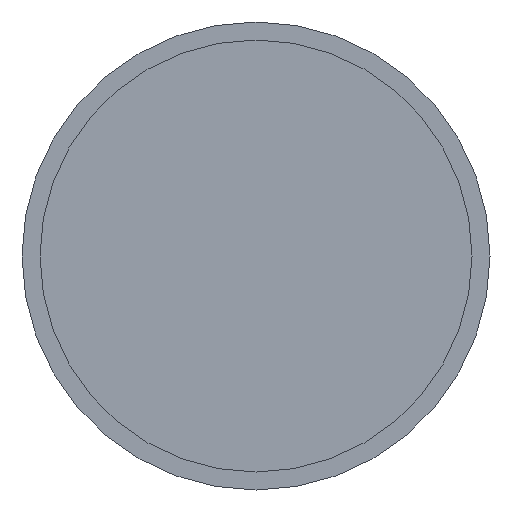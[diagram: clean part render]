
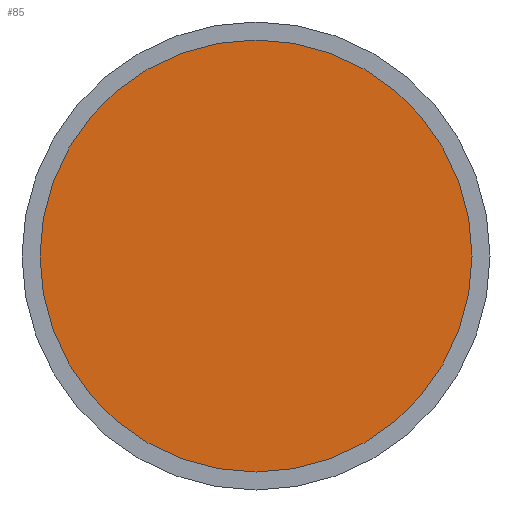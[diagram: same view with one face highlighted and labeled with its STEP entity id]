
A CAD part, front view. The second image highlights one B-rep face of the part: STEP entity #85.
In plain terms, the highlighted planar face has unit normal (0, -1, 0).
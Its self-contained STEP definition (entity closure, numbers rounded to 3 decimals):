
#85 = ADVANCED_FACE( '', ( #177 ), #178, .F. );
#177 = FACE_OUTER_BOUND( '', #294, .T. );
#178 = PLANE( '', #295 );
#294 = EDGE_LOOP( '', ( #436 ) );
#295 = AXIS2_PLACEMENT_3D( '', #437, #438, #439 );
#436 = ORIENTED_EDGE( '', *, *, #471, .T. );
#437 = CARTESIAN_POINT( '', ( 30., -3., 0. ) );
#438 = DIRECTION( '', ( 0., 1., 0. ) );
#439 = DIRECTION( '', ( 0., 0., 1. ) );
#471 = EDGE_CURVE( '', #539, #539, #540, .T. );
#539 = VERTEX_POINT( '', #633 );
#540 = CIRCLE( '', #634, 30. );
#633 = CARTESIAN_POINT( '', ( 0., -3., -30. ) );
#634 = AXIS2_PLACEMENT_3D( '', #693, #694, #695 );
#693 = CARTESIAN_POINT( '', ( 0., -3., 0. ) );
#694 = DIRECTION( '', ( 0., -1., 0. ) );
#695 = DIRECTION( '', ( 0., 0., -1. ) );
